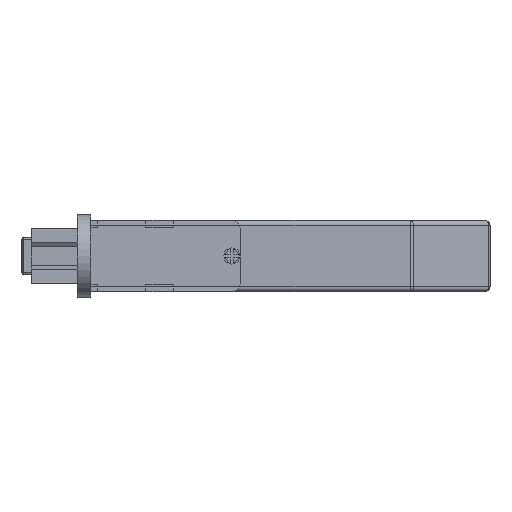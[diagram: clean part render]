
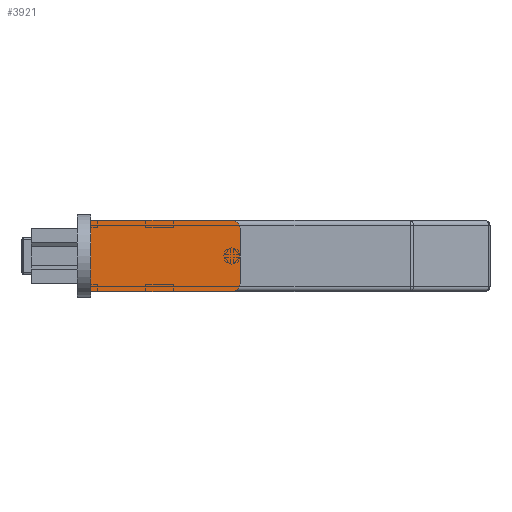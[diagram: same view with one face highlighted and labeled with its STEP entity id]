
A CAD part, front view. The second image highlights one B-rep face of the part: STEP entity #3921.
In plain terms, the highlighted face is planar.
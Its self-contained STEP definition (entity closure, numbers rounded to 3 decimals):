
#81 = ORIENTED_EDGE ( 'NONE', *, *, #709, .T. ) ;
#116 = DIRECTION ( 'NONE',  ( 0., 1., 0. ) ) ;
#320 = EDGE_CURVE ( 'NONE', #1459, #7435, #9046, .T. ) ;
#629 = LINE ( 'NONE', #4157, #7461 ) ;
#709 = EDGE_CURVE ( 'NONE', #11454, #1459, #629, .T. ) ;
#907 = ORIENTED_EDGE ( 'NONE', *, *, #4550, .T. ) ;
#1167 = DIRECTION ( 'NONE',  ( 0., 1., 0. ) ) ;
#1327 = VERTEX_POINT ( 'NONE', #12088 ) ;
#1459 = VERTEX_POINT ( 'NONE', #9494 ) ;
#2050 = CARTESIAN_POINT ( 'NONE',  ( -14.3, 0.75, -7.75 ) ) ;
#2302 = ORIENTED_EDGE ( 'NONE', *, *, #320, .T. ) ;
#3611 = PLANE ( 'NONE',  #6276 ) ;
#3683 = VECTOR ( 'NONE', #5966, 1000. ) ;
#3921 = ADVANCED_FACE ( 'NONE', ( #6652 ), #3611, .T. ) ;
#3996 = EDGE_CURVE ( 'NONE', #7435, #10611, #5103, .T. ) ;
#4124 = CARTESIAN_POINT ( 'NONE',  ( -16.3, 0.75, -7.75 ) ) ;
#4157 = CARTESIAN_POINT ( 'NONE',  ( -16.3, 0.75, 7.75 ) ) ;
#4278 = ORIENTED_EDGE ( 'NONE', *, *, #5336, .T. ) ;
#4550 = EDGE_CURVE ( 'NONE', #7765, #1327, #6850, .T. ) ;
#4870 = CARTESIAN_POINT ( 'NONE',  ( -14.3, 0.75, 5.75 ) ) ;
#5103 = LINE ( 'NONE', #10524, #3683 ) ;
#5336 = EDGE_CURVE ( 'NONE', #10611, #7765, #10746, .T. ) ;
#5966 = DIRECTION ( 'NONE',  ( -1., 0., 0. ) ) ;
#6236 = AXIS2_PLACEMENT_3D ( 'NONE', #10552, #1167, #7595 ) ;
#6276 = AXIS2_PLACEMENT_3D ( 'NONE', #6407, #8425, #7380 ) ;
#6407 = CARTESIAN_POINT ( 'NONE',  ( 0., 0.75, 0. ) ) ;
#6652 = FACE_OUTER_BOUND ( 'NONE', #10806, .T. ) ;
#6850 = LINE ( 'NONE', #4124, #8990 ) ;
#7380 = DIRECTION ( 'NONE',  ( 0., 0., 1. ) ) ;
#7435 = VERTEX_POINT ( 'NONE', #9481 ) ;
#7461 = VECTOR ( 'NONE', #11748, 1000. ) ;
#7595 = DIRECTION ( 'NONE',  ( 0., 0., 1. ) ) ;
#7765 = VERTEX_POINT ( 'NONE', #10916 ) ;
#7931 = CARTESIAN_POINT ( 'NONE',  ( 16.3, 0.75, -7.75 ) ) ;
#8093 = CIRCLE ( 'NONE', #9670, 2. ) ;
#8134 = ORIENTED_EDGE ( 'NONE', *, *, #3996, .T. ) ;
#8422 = CARTESIAN_POINT ( 'NONE',  ( -14.3, 0.75, 7.75 ) ) ;
#8425 = DIRECTION ( 'NONE',  ( 0., 1., 0. ) ) ;
#8639 = DIRECTION ( 'NONE',  ( 0., 0., 1. ) ) ;
#8990 = VECTOR ( 'NONE', #11439, 1000. ) ;
#8991 = EDGE_CURVE ( 'NONE', #1327, #11454, #8093, .T. ) ;
#9046 = LINE ( 'NONE', #7931, #11583 ) ;
#9481 = CARTESIAN_POINT ( 'NONE',  ( 16.3, 0.75, -7.75 ) ) ;
#9494 = CARTESIAN_POINT ( 'NONE',  ( 16.3, 0.75, 7.75 ) ) ;
#9670 = AXIS2_PLACEMENT_3D ( 'NONE', #4870, #116, #8639 ) ;
#10524 = CARTESIAN_POINT ( 'NONE',  ( -16.3, 0.75, -7.75 ) ) ;
#10552 = CARTESIAN_POINT ( 'NONE',  ( -14.3, 0.75, -5.75 ) ) ;
#10611 = VERTEX_POINT ( 'NONE', #2050 ) ;
#10746 = CIRCLE ( 'NONE', #6236, 2. ) ;
#10806 = EDGE_LOOP ( 'NONE', ( #907, #11955, #81, #2302, #8134, #4278 ) ) ;
#10916 = CARTESIAN_POINT ( 'NONE',  ( -16.3, 0.75, -5.75 ) ) ;
#11439 = DIRECTION ( 'NONE',  ( 0., 0., 1. ) ) ;
#11454 = VERTEX_POINT ( 'NONE', #8422 ) ;
#11583 = VECTOR ( 'NONE', #11878, 1000. ) ;
#11748 = DIRECTION ( 'NONE',  ( 1., 0., 0. ) ) ;
#11878 = DIRECTION ( 'NONE',  ( 0., 0., -1. ) ) ;
#11955 = ORIENTED_EDGE ( 'NONE', *, *, #8991, .T. ) ;
#12088 = CARTESIAN_POINT ( 'NONE',  ( -16.3, 0.75, 5.75 ) ) ;
